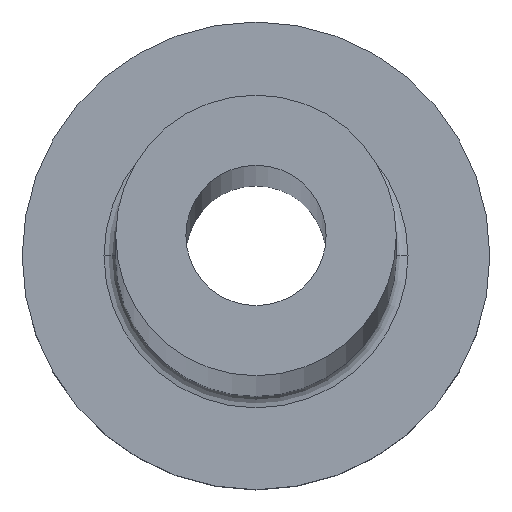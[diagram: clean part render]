
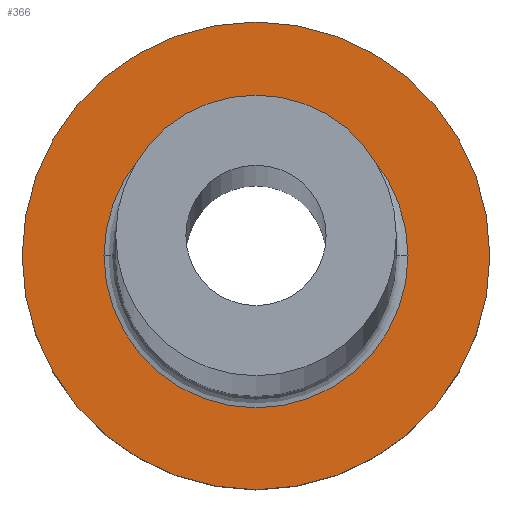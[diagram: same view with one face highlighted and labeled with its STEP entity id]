
A CAD part, top view. The second image highlights one B-rep face of the part: STEP entity #366.
In plain terms, the highlighted planar face has unit normal (0, 0, 1).
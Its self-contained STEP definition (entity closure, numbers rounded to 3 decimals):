
#9 = CIRCLE ( 'NONE', #247, 6.5 ) ;
#10 = ORIENTED_EDGE ( 'NONE', *, *, #208, .T. ) ;
#13 = ORIENTED_EDGE ( 'NONE', *, *, #108, .T. ) ;
#16 = FACE_OUTER_BOUND ( 'NONE', #241, .T. ) ;
#27 = CARTESIAN_POINT ( 'NONE',  ( 0., 0., 7. ) ) ;
#55 = DIRECTION ( 'NONE',  ( 0., 0., 1. ) ) ;
#61 = CARTESIAN_POINT ( 'NONE',  ( 0., 0., 7. ) ) ;
#79 = DIRECTION ( 'NONE',  ( 1., 0., 0. ) ) ;
#80 = DIRECTION ( 'NONE',  ( 1., 0., 0. ) ) ;
#86 = EDGE_CURVE ( 'NONE', #331, #91, #294, .T. ) ;
#91 = VERTEX_POINT ( 'NONE', #113 ) ;
#95 = VERTEX_POINT ( 'NONE', #136 ) ;
#102 = DIRECTION ( 'NONE',  ( 0., 0., 1. ) ) ;
#106 = CIRCLE ( 'NONE', #321, 10. ) ;
#108 = EDGE_CURVE ( 'NONE', #91, #331, #9, .T. ) ;
#113 = CARTESIAN_POINT ( 'NONE',  ( -6.5, 0., 7. ) ) ;
#120 = AXIS2_PLACEMENT_3D ( 'NONE', #250, #344, #79 ) ;
#123 = EDGE_CURVE ( 'NONE', #95, #178, #106, .T. ) ;
#128 = ORIENTED_EDGE ( 'NONE', *, *, #123, .T. ) ;
#135 = DIRECTION ( 'NONE',  ( 0., 0., -1. ) ) ;
#136 = CARTESIAN_POINT ( 'NONE',  ( 10., 0., 7. ) ) ;
#155 = FACE_BOUND ( 'NONE', #182, .T. ) ;
#168 = PLANE ( 'NONE',  #120 ) ;
#169 = DIRECTION ( 'NONE',  ( 0., 0., -1. ) ) ;
#175 = AXIS2_PLACEMENT_3D ( 'NONE', #27, #169, #255 ) ;
#178 = VERTEX_POINT ( 'NONE', #290 ) ;
#182 = EDGE_LOOP ( 'NONE', ( #209, #13 ) ) ;
#204 = DIRECTION ( 'NONE',  ( 1., 0., 0. ) ) ;
#208 = EDGE_CURVE ( 'NONE', #178, #95, #292, .T. ) ;
#209 = ORIENTED_EDGE ( 'NONE', *, *, #86, .T. ) ;
#223 = CARTESIAN_POINT ( 'NONE',  ( 0., 0., 7. ) ) ;
#241 = EDGE_LOOP ( 'NONE', ( #10, #128 ) ) ;
#247 = AXIS2_PLACEMENT_3D ( 'NONE', #223, #135, #80 ) ;
#250 = CARTESIAN_POINT ( 'NONE',  ( 0., 0., 7. ) ) ;
#255 = DIRECTION ( 'NONE',  ( 1., 0., 0. ) ) ;
#257 = AXIS2_PLACEMENT_3D ( 'NONE', #61, #55, #204 ) ;
#290 = CARTESIAN_POINT ( 'NONE',  ( -10., 0., 7. ) ) ;
#292 = CIRCLE ( 'NONE', #257, 10. ) ;
#294 = CIRCLE ( 'NONE', #175, 6.5 ) ;
#321 = AXIS2_PLACEMENT_3D ( 'NONE', #348, #102, #372 ) ;
#331 = VERTEX_POINT ( 'NONE', #358 ) ;
#344 = DIRECTION ( 'NONE',  ( 0., 0., 1. ) ) ;
#348 = CARTESIAN_POINT ( 'NONE',  ( 0., 0., 7. ) ) ;
#358 = CARTESIAN_POINT ( 'NONE',  ( 6.5, 0., 7. ) ) ;
#366 = ADVANCED_FACE ( 'NONE', ( #155, #16 ), #168, .T. ) ;
#372 = DIRECTION ( 'NONE',  ( 1., 0., 0. ) ) ;
